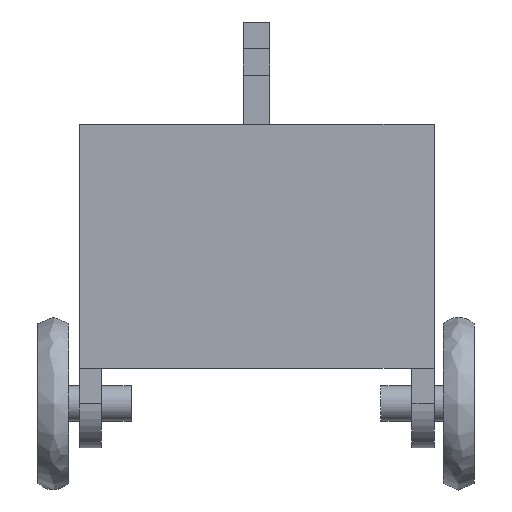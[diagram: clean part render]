
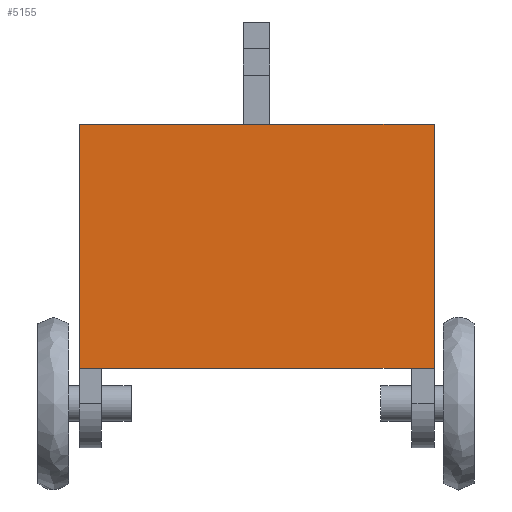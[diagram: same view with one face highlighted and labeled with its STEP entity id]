
A CAD part, left-side view. The second image highlights one B-rep face of the part: STEP entity #5155.
In plain terms, the highlighted planar face has unit normal (-1, 0, 0).
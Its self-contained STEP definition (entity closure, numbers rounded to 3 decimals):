
#777=FACE_OUTER_BOUND('',#1108,.T.);
#1108=EDGE_LOOP('',(#3682,#3683,#3684,#3685));
#1439=LINE('',#7092,#1826);
#1507=LINE('',#7267,#1894);
#1520=LINE('',#7296,#1907);
#1534=LINE('',#7323,#1921);
#1826=VECTOR('',#5923,10.);
#1894=VECTOR('',#6085,10.);
#1907=VECTOR('',#6112,10.);
#1921=VECTOR('',#6144,10.);
#2213=VERTEX_POINT('',#7089);
#2214=VERTEX_POINT('',#7091);
#2274=VERTEX_POINT('',#7265);
#2283=VERTEX_POINT('',#7294);
#2707=EDGE_CURVE('',#2214,#2213,#1439,.T.);
#2793=EDGE_CURVE('',#2274,#2213,#1507,.T.);
#2808=EDGE_CURVE('',#2283,#2274,#1520,.T.);
#2822=EDGE_CURVE('',#2283,#2214,#1534,.T.);
#3682=ORIENTED_EDGE('',*,*,#2707,.T.);
#3683=ORIENTED_EDGE('',*,*,#2793,.F.);
#3684=ORIENTED_EDGE('',*,*,#2808,.F.);
#3685=ORIENTED_EDGE('',*,*,#2822,.T.);
#5017=PLANE('',#5586);
#5155=ADVANCED_FACE('',(#777),#5017,.T.);
#5586=AXIS2_PLACEMENT_3D('',#7322,#6142,#6143);
#5923=DIRECTION('',(0.,1.,0.));
#6085=DIRECTION('',(0.,0.,1.));
#6112=DIRECTION('',(0.,1.,0.));
#6142=DIRECTION('center_axis',(-1.,0.,0.));
#6143=DIRECTION('ref_axis',(0.,-1.,0.));
#6144=DIRECTION('',(0.,0.,1.));
#7089=CARTESIAN_POINT('',(-250.,200.,275.));
#7091=CARTESIAN_POINT('',(-250.,-200.,275.));
#7092=CARTESIAN_POINT('',(-250.,100.,275.));
#7265=CARTESIAN_POINT('',(-250.,200.,0.));
#7267=CARTESIAN_POINT('',(-250.,200.,0.));
#7294=CARTESIAN_POINT('',(-250.,-200.,0.));
#7296=CARTESIAN_POINT('',(-250.,-200.,0.));
#7322=CARTESIAN_POINT('Origin',(-250.,200.,0.));
#7323=CARTESIAN_POINT('',(-250.,-200.,0.));
